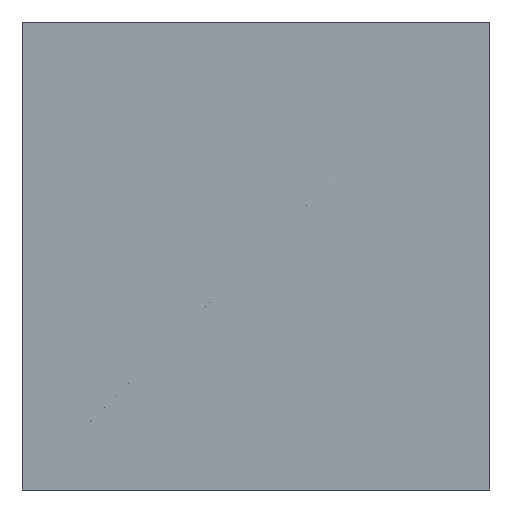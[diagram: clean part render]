
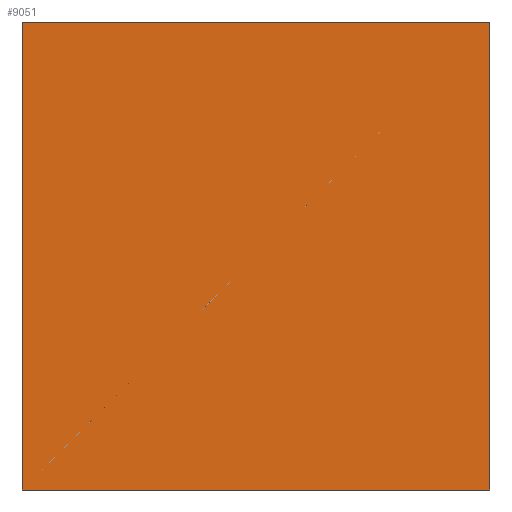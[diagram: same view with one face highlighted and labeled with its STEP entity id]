
A CAD part, left-side view. The second image highlights one B-rep face of the part: STEP entity #9051.
In plain terms, the highlighted planar face has unit normal (-1, 0, 0).
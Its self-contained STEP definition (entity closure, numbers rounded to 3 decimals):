
#303=PLANE('',#9289);
#787=FACE_OUTER_BOUND('',#1320,.T.);
#1320=EDGE_LOOP('',(#8217,#8218,#8219,#8220));
#1714=LINE('',#13919,#2522);
#1744=LINE('',#14226,#2552);
#2101=LINE('',#17288,#2909);
#2102=LINE('',#17290,#2910);
#2522=VECTOR('',#9876,30.);
#2552=VECTOR('',#9916,30.);
#2909=VECTOR('',#10499,30.);
#2910=VECTOR('',#10502,30.);
#3887=VERTEX_POINT('',#13912);
#3890=VERTEX_POINT('',#13917);
#3969=VERTEX_POINT('',#14223);
#3970=VERTEX_POINT('',#14225);
#4990=EDGE_CURVE('',#3890,#3887,#1714,.T.);
#5069=EDGE_CURVE('',#3969,#3970,#1744,.T.);
#5637=EDGE_CURVE('',#3890,#3970,#2101,.T.);
#5638=EDGE_CURVE('',#3887,#3969,#2102,.T.);
#8217=ORIENTED_EDGE('',*,*,#4990,.F.);
#8218=ORIENTED_EDGE('',*,*,#5637,.T.);
#8219=ORIENTED_EDGE('',*,*,#5069,.F.);
#8220=ORIENTED_EDGE('',*,*,#5638,.F.);
#9051=ADVANCED_FACE('',(#787),#303,.T.);
#9289=AXIS2_PLACEMENT_3D('',#17289,#10500,#10501);
#9876=DIRECTION('',(0.,-1.,0.));
#9916=DIRECTION('',(0.,1.,0.));
#10499=DIRECTION('',(0.,0.,-1.));
#10500=DIRECTION('center_axis',(-1.,0.,0.));
#10501=DIRECTION('ref_axis',(0.,1.,0.));
#10502=DIRECTION('',(0.,0.,-1.));
#13912=CARTESIAN_POINT('',(-15.,-15.,0.));
#13917=CARTESIAN_POINT('',(-15.,15.,0.));
#13919=CARTESIAN_POINT('',(-15.,15.,0.));
#14223=CARTESIAN_POINT('',(-15.,-15.,-30.));
#14225=CARTESIAN_POINT('',(-15.,15.,-30.));
#14226=CARTESIAN_POINT('',(-15.,15.,-30.));
#17288=CARTESIAN_POINT('',(-15.,15.,0.));
#17289=CARTESIAN_POINT('Origin',(-15.,-15.,0.));
#17290=CARTESIAN_POINT('',(-15.,-15.,0.));
